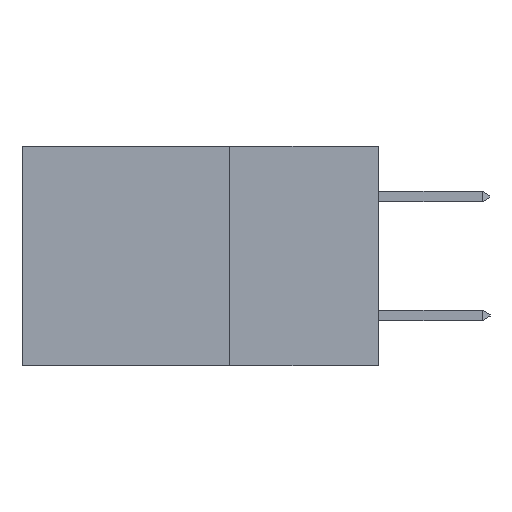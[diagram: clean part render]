
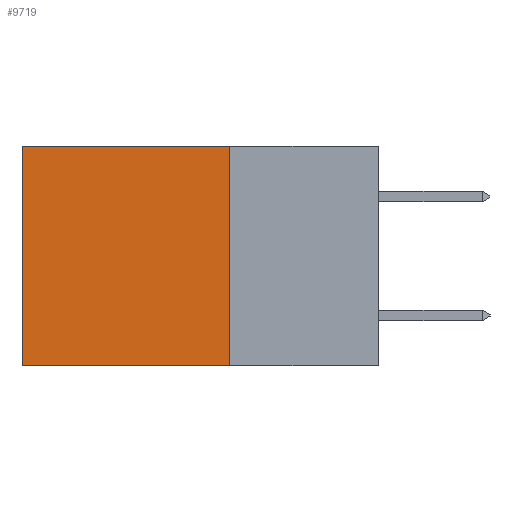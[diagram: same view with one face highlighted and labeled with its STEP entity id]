
A CAD part, left-side view. The second image highlights one B-rep face of the part: STEP entity #9719.
In plain terms, the highlighted planar face has unit normal (-1, 0, 0).
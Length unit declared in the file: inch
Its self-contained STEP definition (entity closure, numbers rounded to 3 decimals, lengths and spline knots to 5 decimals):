
#18 = ORIENTED_EDGE ( 'NONE', *, *, #10244, .T. ) ;
#815 = CARTESIAN_POINT ( 'NONE',  ( 0.2615, 0.25, -0.37 ) ) ;
#1234 = CARTESIAN_POINT ( 'NONE',  ( 0.2615, 0.25, 0. ) ) ;
#1576 = CARTESIAN_POINT ( 'NONE',  ( 0.2615, 0.6, 0. ) ) ;
#1699 = CARTESIAN_POINT ( 'NONE',  ( 0.2615, 0.6, -0.37 ) ) ;
#2407 = VERTEX_POINT ( 'NONE', #1234 ) ;
#2660 = DIRECTION ( 'NONE',  ( 0., 0., -1. ) ) ;
#3341 = LINE ( 'NONE', #7024, #5635 ) ;
#3366 = ORIENTED_EDGE ( 'NONE', *, *, #9305, .T. ) ;
#3552 = VERTEX_POINT ( 'NONE', #11228 ) ;
#4027 = CARTESIAN_POINT ( 'NONE',  ( 0.2615, 0.25, 0. ) ) ;
#4912 = LINE ( 'NONE', #1699, #7711 ) ;
#4940 = VECTOR ( 'NONE', #7865, 39.37008 ) ;
#5236 = FACE_OUTER_BOUND ( 'NONE', #7814, .T. ) ;
#5635 = VECTOR ( 'NONE', #9892, 39.37008 ) ;
#5673 = DIRECTION ( 'NONE',  ( 0., 0., -1. ) ) ;
#6819 = VECTOR ( 'NONE', #7780, 39.37008 ) ;
#7024 = CARTESIAN_POINT ( 'NONE',  ( 0.2615, 0.25, -0.37 ) ) ;
#7447 = LINE ( 'NONE', #4027, #4940 ) ;
#7529 = AXIS2_PLACEMENT_3D ( 'NONE', #815, #11297, #5673 ) ;
#7711 = VECTOR ( 'NONE', #2660, 39.37008 ) ;
#7780 = DIRECTION ( 'NONE',  ( 0., 1., 0. ) ) ;
#7810 = CARTESIAN_POINT ( 'NONE',  ( 0.2615, 0.25, -0.37 ) ) ;
#7814 = EDGE_LOOP ( 'NONE', ( #18, #8595, #8427, #3366 ) ) ;
#7865 = DIRECTION ( 'NONE',  ( 0., 1., 0. ) ) ;
#8427 = ORIENTED_EDGE ( 'NONE', *, *, #11871, .F. ) ;
#8595 = ORIENTED_EDGE ( 'NONE', *, *, #11187, .F. ) ;
#8698 = CARTESIAN_POINT ( 'NONE',  ( 0.2615, 0.25, -0.37 ) ) ;
#9305 = EDGE_CURVE ( 'NONE', #2407, #10155, #7447, .T. ) ;
#9444 = PLANE ( 'NONE',  #7529 ) ;
#9719 = ADVANCED_FACE ( 'NONE', ( #5236 ), #9444, .F. ) ;
#9801 = VERTEX_POINT ( 'NONE', #7810 ) ;
#9892 = DIRECTION ( 'NONE',  ( 0., 0., -1. ) ) ;
#10155 = VERTEX_POINT ( 'NONE', #1576 ) ;
#10244 = EDGE_CURVE ( 'NONE', #10155, #3552, #4912, .T. ) ;
#11187 = EDGE_CURVE ( 'NONE', #9801, #3552, #11762, .T. ) ;
#11228 = CARTESIAN_POINT ( 'NONE',  ( 0.2615, 0.6, -0.37 ) ) ;
#11297 = DIRECTION ( 'NONE',  ( 1., 0., 0. ) ) ;
#11762 = LINE ( 'NONE', #8698, #6819 ) ;
#11871 = EDGE_CURVE ( 'NONE', #2407, #9801, #3341, .T. ) ;
